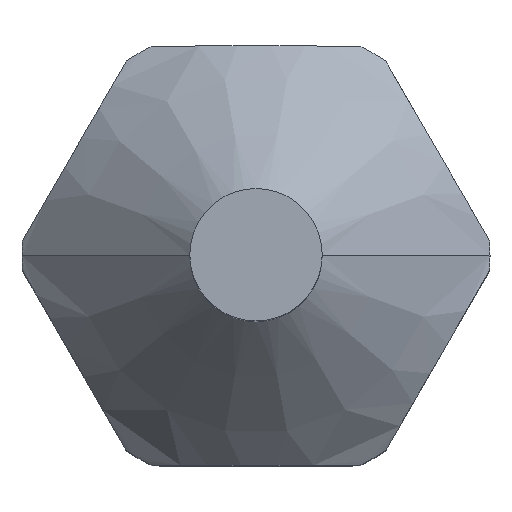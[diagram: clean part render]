
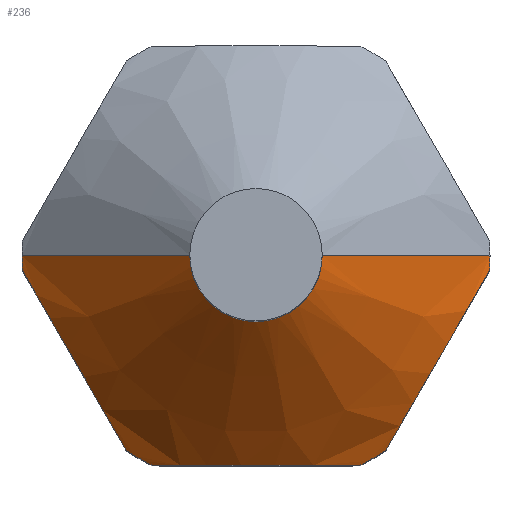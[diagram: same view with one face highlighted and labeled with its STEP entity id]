
A CAD part, top view. The second image highlights one B-rep face of the part: STEP entity #236.
In plain terms, the highlighted conical face has half-angle 45 degrees and reference radius 6.8 mm.
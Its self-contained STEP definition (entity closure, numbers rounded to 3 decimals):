
#236=ADVANCED_FACE('',(#625),#626,.T.);
#244=EDGE_CURVE('',#472,#290,#634,.T.);
#250=EDGE_CURVE('',#450,#404,#641,.T.);
#270=EDGE_CURVE('',#428,#356,#663,.T.);
#276=EDGE_CURVE('',#374,#330,#669,.T.);
#290=VERTEX_POINT('',#683);
#294=EDGE_CURVE('',#504,#330,#687,.T.);
#330=VERTEX_POINT('',#728);
#336=VERTEX_POINT('',#734);
#340=EDGE_CURVE('',#374,#356,#738,.T.);
#356=VERTEX_POINT('',#755);
#374=VERTEX_POINT('',#774);
#396=EDGE_CURVE('',#428,#404,#801,.T.);
#404=VERTEX_POINT('',#809);
#428=VERTEX_POINT('',#835);
#446=EDGE_CURVE('',#450,#336,#853,.T.);
#450=VERTEX_POINT('',#857);
#472=VERTEX_POINT('',#884);
#504=VERTEX_POINT('',#921);
#512=EDGE_CURVE('',#472,#504,#929,.T.);
#540=EDGE_CURVE('',#336,#290,#961,.T.);
#625=FACE_OUTER_BOUND('',#1071,.T.);
#626=CONICAL_SURFACE('',#1072,6.8,0.785);
#634=CIRCLE('',#1094,3.0);
#641=(B_SPLINE_CURVE(2,(#1104,#1105,#1106),.UNSPECIFIED.,.F.,.F.)B_SPLINE_CURVE_WITH_KNOTS((3,3),(0.0,9.658),.UNSPECIFIED.)RATIONAL_B_SPLINE_CURVE((1.0,1.116,1.0))BOUNDED_CURVE()REPRESENTATION_ITEM('')GEOMETRIC_REPRESENTATION_ITEM()CURVE());
#663=(B_SPLINE_CURVE(2,(#1149,#1150,#1151),.UNSPECIFIED.,.F.,.F.)B_SPLINE_CURVE_WITH_KNOTS((3,3),(0.0,9.658),.UNSPECIFIED.)RATIONAL_B_SPLINE_CURVE((1.0,1.116,1.0))BOUNDED_CURVE()REPRESENTATION_ITEM('')GEOMETRIC_REPRESENTATION_ITEM()CURVE());
#669=(B_SPLINE_CURVE(2,(#1167,#1168,#1169),.UNSPECIFIED.,.F.,.F.)B_SPLINE_CURVE_WITH_KNOTS((3,3),(0.0,9.658),.UNSPECIFIED.)RATIONAL_B_SPLINE_CURVE((1.0,1.116,1.0))BOUNDED_CURVE()REPRESENTATION_ITEM('')GEOMETRIC_REPRESENTATION_ITEM()CURVE());
#683=CARTESIAN_POINT('',(3.0,0.,22.0));
#687=CIRCLE('',#1220,10.6);
#728=CARTESIAN_POINT('',(-10.578,-0.678,14.4));
#734=CARTESIAN_POINT('',(10.6,0.,14.4));
#738=CIRCLE('',#1292,10.6);
#755=CARTESIAN_POINT('',(-4.702,-9.5,14.4));
#774=CARTESIAN_POINT('',(-5.876,-8.822,14.4));
#801=CIRCLE('',#1393,10.6);
#809=CARTESIAN_POINT('',(5.876,-8.822,14.4));
#835=CARTESIAN_POINT('',(4.702,-9.5,14.4));
#853=CIRCLE('',#1475,10.6);
#857=CARTESIAN_POINT('',(10.578,-0.678,14.4));
#884=CARTESIAN_POINT('',(-3.0,0.,22.0));
#921=CARTESIAN_POINT('',(-10.6,0.,14.4));
#929=LINE('',#1586,#1587);
#961=LINE('',#1623,#1624);
#1071=EDGE_LOOP('',(#1746,#1747,#1748,#1749,#1750,#1751,#1752,#1753,#1754,#1755));
#1072=AXIS2_PLACEMENT_3D('',#1756,#1757,#1758);
#1094=AXIS2_PLACEMENT_3D('',#1763,#1764,#1765);
#1104=CARTESIAN_POINT('',(10.578,-0.678,14.4));
#1105=CARTESIAN_POINT('',(8.227,-4.75,16.486));
#1106=CARTESIAN_POINT('',(5.876,-8.822,14.4));
#1149=CARTESIAN_POINT('',(4.702,-9.5,14.4));
#1150=CARTESIAN_POINT('',(0.,-9.5,16.486));
#1151=CARTESIAN_POINT('',(-4.702,-9.5,14.4));
#1167=CARTESIAN_POINT('',(-5.876,-8.822,14.4));
#1168=CARTESIAN_POINT('',(-8.227,-4.75,16.486));
#1169=CARTESIAN_POINT('',(-10.578,-0.678,14.4));
#1220=AXIS2_PLACEMENT_3D('',#1808,#1809,#1810);
#1292=AXIS2_PLACEMENT_3D('',#1870,#1871,#1872);
#1393=AXIS2_PLACEMENT_3D('',#1942,#1943,#1944);
#1475=AXIS2_PLACEMENT_3D('',#1985,#1986,#1987);
#1586=CARTESIAN_POINT('',(-6.8,0.,18.2));
#1587=VECTOR('',#2088,1.0);
#1623=CARTESIAN_POINT('',(6.8,0.,18.2));
#1624=VECTOR('',#2131,1.0);
#1746=ORIENTED_EDGE('',*,*,#512,.T.);
#1747=ORIENTED_EDGE('',*,*,#294,.T.);
#1748=ORIENTED_EDGE('',*,*,#276,.F.);
#1749=ORIENTED_EDGE('',*,*,#340,.T.);
#1750=ORIENTED_EDGE('',*,*,#270,.F.);
#1751=ORIENTED_EDGE('',*,*,#396,.T.);
#1752=ORIENTED_EDGE('',*,*,#250,.F.);
#1753=ORIENTED_EDGE('',*,*,#446,.T.);
#1754=ORIENTED_EDGE('',*,*,#540,.T.);
#1755=ORIENTED_EDGE('',*,*,#244,.F.);
#1756=CARTESIAN_POINT('',(0.,0.,18.2));
#1757=DIRECTION('',(0.,0.,-1.0));
#1758=DIRECTION('',(-1.0,0.,0.0));
#1763=CARTESIAN_POINT('',(0.,0.,22.0));
#1764=DIRECTION('',(0.,0.,1.0));
#1765=DIRECTION('',(-1.0,0.,0.0));
#1808=CARTESIAN_POINT('',(0.,0.,14.4));
#1809=DIRECTION('',(0.,0.,1.0));
#1810=DIRECTION('',(-1.0,0.,0.0));
#1870=CARTESIAN_POINT('',(0.,0.,14.4));
#1871=DIRECTION('',(0.,0.,1.0));
#1872=DIRECTION('',(-1.0,0.,0.0));
#1942=CARTESIAN_POINT('',(0.,0.,14.4));
#1943=DIRECTION('',(0.,0.,1.0));
#1944=DIRECTION('',(-1.0,0.,0.0));
#1985=CARTESIAN_POINT('',(0.,0.,14.4));
#1986=DIRECTION('',(0.,0.,1.0));
#1987=DIRECTION('',(-1.0,0.,0.0));
#2088=DIRECTION('',(-0.707,0.,-0.707));
#2131=DIRECTION('',(-0.707,0.,0.707));
